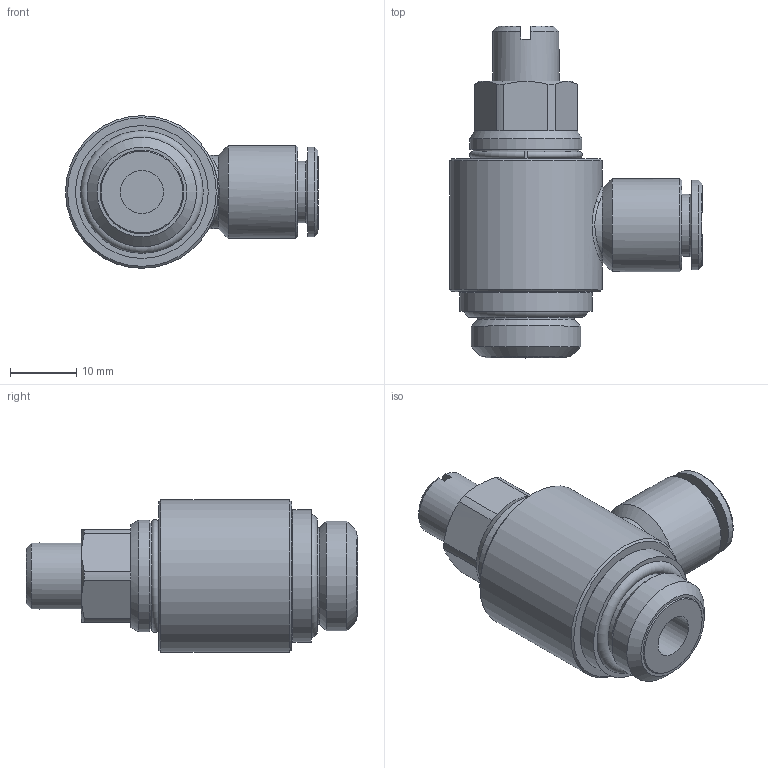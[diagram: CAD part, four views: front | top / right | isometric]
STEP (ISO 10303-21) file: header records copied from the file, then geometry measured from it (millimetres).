
FILE_DESCRIPTION( ( 'STEP AP214' ), '1' );
FILE_NAME( '04280B43.stp', '2021-04-20T07:47:17', ( 'License CC BY-ND 4.0' ), ( 'CADENAS' ), ' ', 'PARTsolutions', ' ' );
FILE_SCHEMA( ( 'AUTOMOTIVE_DESIGN { 1 0 10303 214 1 1 1 1 }' ) );
Length unit declared in the file: metre
Products named in the file (3): 04280B43; NONE
Assembly tree (2 placements, depth 2):
  04280B43
    NONE
    NONE
Bounding box: 38.1 x 50 x 23 mm (x, y, z)
Volume: 14241.1 mm3; surface area: 5491.7 mm2
Topology: 2 solids, 4 shells, 238 faces, 577 edges, 380 vertices
Faces by surface type: plane 126, bspline 70, cylinder 25, cone 15, torus 2
Full cylindrical faces by diameter (mm): 6.5 x1, 8.15 x1, 9.3 x1, 10 x1, 13.5 x1, 14 x1, 14.5 x1, 15.9 x1, 16.5 x1, 16.85 x2, 20 x1, 23 x1
Entity records: 12871 total; most frequent: CARTESIAN_POINT 5966, ORIENTED_EDGE 1082, DIRECTION 787, EDGE_CURVE 541, VERTEX_POINT 372, LINE 309, VECTOR 309, EDGE_LOOP 299
